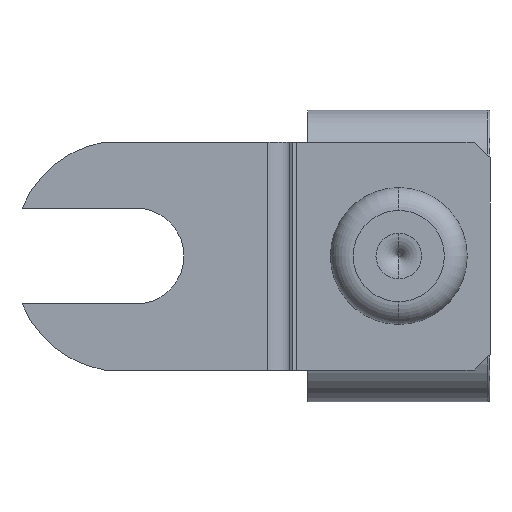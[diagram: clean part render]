
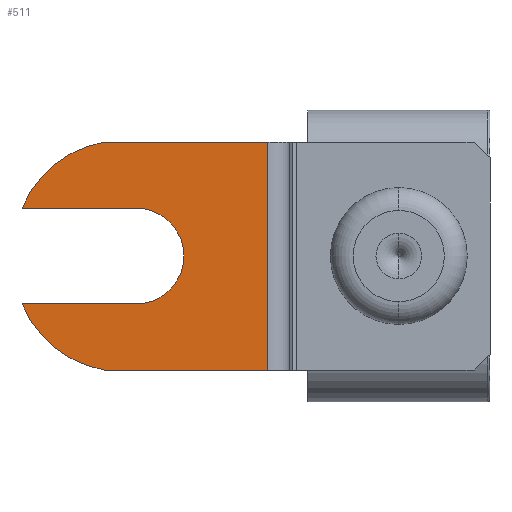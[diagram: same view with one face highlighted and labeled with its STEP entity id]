
A CAD part, front view. The second image highlights one B-rep face of the part: STEP entity #511.
In plain terms, the highlighted planar face has unit normal (0, -1, 0).
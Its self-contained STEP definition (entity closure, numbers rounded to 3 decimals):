
#101 = EDGE_CURVE ( 'NONE', #3692, #4138, #5583, .T. ) ;
#107 = AXIS2_PLACEMENT_3D ( 'NONE', #4244, #274, #5652 ) ;
#113 = PLANE ( 'NONE',  #5198 ) ;
#274 = DIRECTION ( 'NONE',  ( 0., 1., 0. ) ) ;
#390 = LINE ( 'NONE', #4397, #2609 ) ;
#477 = EDGE_CURVE ( 'NONE', #4138, #2291, #4534, .T. ) ;
#511 = ADVANCED_FACE ( 'NONE', ( #4416 ), #113, .T. ) ;
#713 = CARTESIAN_POINT ( 'NONE',  ( 5., 0., -5. ) ) ;
#844 = VECTOR ( 'NONE', #3104, 1000. ) ;
#859 = DIRECTION ( 'NONE',  ( 0., -1., 0. ) ) ;
#864 = VECTOR ( 'NONE', #1031, 1000. ) ;
#1031 = DIRECTION ( 'NONE',  ( 1., 0., 0. ) ) ;
#1287 = EDGE_CURVE ( 'NONE', #4439, #3692, #390, .T. ) ;
#1339 = ORIENTED_EDGE ( 'NONE', *, *, #101, .F. ) ;
#1357 = CARTESIAN_POINT ( 'NONE',  ( 3.61, 0., -10. ) ) ;
#1487 = DIRECTION ( 'NONE',  ( 0., -1., 0. ) ) ;
#1520 = DIRECTION ( 'NONE',  ( 0., 0., -1. ) ) ;
#1578 = ORIENTED_EDGE ( 'NONE', *, *, #4471, .F. ) ;
#1637 = ORIENTED_EDGE ( 'NONE', *, *, #1287, .F. ) ;
#1755 = DIRECTION ( 'NONE',  ( -1., 0., 0. ) ) ;
#1818 = CARTESIAN_POINT ( 'NONE',  ( 0., 0., -2.9 ) ) ;
#1896 = CARTESIAN_POINT ( 'NONE',  ( 4.438, 0., -5.272 ) ) ;
#1941 = ORIENTED_EDGE ( 'NONE', *, *, #477, .F. ) ;
#1959 = CARTESIAN_POINT ( 'NONE',  ( 3.61, 0., 0. ) ) ;
#2019 = AXIS2_PLACEMENT_3D ( 'NONE', #1896, #5416, #4522 ) ;
#2088 = VERTEX_POINT ( 'NONE', #4752 ) ;
#2291 = VERTEX_POINT ( 'NONE', #3332 ) ;
#2317 = CARTESIAN_POINT ( 'NONE',  ( 10.781, 0., -10. ) ) ;
#2382 = LINE ( 'NONE', #4149, #4596 ) ;
#2416 = VERTEX_POINT ( 'NONE', #5642 ) ;
#2609 = VECTOR ( 'NONE', #1755, 1000. ) ;
#2630 = VERTEX_POINT ( 'NONE', #2317 ) ;
#2699 = CARTESIAN_POINT ( 'NONE',  ( 9.627, 0., -10. ) ) ;
#2735 = ORIENTED_EDGE ( 'NONE', *, *, #4922, .F. ) ;
#2820 = ORIENTED_EDGE ( 'NONE', *, *, #3746, .T. ) ;
#2882 = EDGE_CURVE ( 'NONE', #2630, #2291, #2382, .T. ) ;
#3098 = EDGE_LOOP ( 'NONE', ( #2735, #2820, #3996, #1941, #1339, #1637, #5105, #1578 ) ) ;
#3104 = DIRECTION ( 'NONE',  ( 1., 0., 0. ) ) ;
#3160 = CARTESIAN_POINT ( 'NONE',  ( 9.627, 0., 0. ) ) ;
#3332 = CARTESIAN_POINT ( 'NONE',  ( 10.781, 0., 0. ) ) ;
#3461 = CARTESIAN_POINT ( 'NONE',  ( 5., 0., -2.9 ) ) ;
#3492 = LINE ( 'NONE', #4437, #4621 ) ;
#3692 = VERTEX_POINT ( 'NONE', #1818 ) ;
#3714 = DIRECTION ( 'NONE',  ( 0., 0., 1. ) ) ;
#3746 = EDGE_CURVE ( 'NONE', #5320, #2630, #5019, .T. ) ;
#3996 = ORIENTED_EDGE ( 'NONE', *, *, #2882, .T. ) ;
#4138 = VERTEX_POINT ( 'NONE', #1959 ) ;
#4149 = CARTESIAN_POINT ( 'NONE',  ( 10.781, 0., -10. ) ) ;
#4151 = CIRCLE ( 'NONE', #2019, 4.8 ) ;
#4244 = CARTESIAN_POINT ( 'NONE',  ( 4.438, 0., -4.728 ) ) ;
#4397 = CARTESIAN_POINT ( 'NONE',  ( 9.627, 0., -2.9 ) ) ;
#4416 = FACE_OUTER_BOUND ( 'NONE', #3098, .T. ) ;
#4437 = CARTESIAN_POINT ( 'NONE',  ( 9.627, 0., -7.1 ) ) ;
#4439 = VERTEX_POINT ( 'NONE', #3461 ) ;
#4471 = EDGE_CURVE ( 'NONE', #2088, #2416, #3492, .T. ) ;
#4477 = DIRECTION ( 'NONE',  ( 0., 0., -1. ) ) ;
#4522 = DIRECTION ( 'NONE',  ( 0., 0., -1. ) ) ;
#4534 = LINE ( 'NONE', #3160, #844 ) ;
#4596 = VECTOR ( 'NONE', #3714, 1000. ) ;
#4621 = VECTOR ( 'NONE', #5336, 1000. ) ;
#4706 = EDGE_CURVE ( 'NONE', #2416, #4439, #5274, .T. ) ;
#4752 = CARTESIAN_POINT ( 'NONE',  ( 0., 0., -7.1 ) ) ;
#4922 = EDGE_CURVE ( 'NONE', #5320, #2088, #4151, .T. ) ;
#5019 = LINE ( 'NONE', #5366, #864 ) ;
#5105 = ORIENTED_EDGE ( 'NONE', *, *, #4706, .F. ) ;
#5173 = AXIS2_PLACEMENT_3D ( 'NONE', #713, #1487, #1520 ) ;
#5198 = AXIS2_PLACEMENT_3D ( 'NONE', #2699, #859, #4477 ) ;
#5274 = CIRCLE ( 'NONE', #5173, 2.1 ) ;
#5320 = VERTEX_POINT ( 'NONE', #1357 ) ;
#5336 = DIRECTION ( 'NONE',  ( 1., 0., 0. ) ) ;
#5366 = CARTESIAN_POINT ( 'NONE',  ( 0., 0., -10. ) ) ;
#5416 = DIRECTION ( 'NONE',  ( 0., 1., 0. ) ) ;
#5583 = CIRCLE ( 'NONE', #107, 4.8 ) ;
#5642 = CARTESIAN_POINT ( 'NONE',  ( 5., 0., -7.1 ) ) ;
#5652 = DIRECTION ( 'NONE',  ( 0., 0., -1. ) ) ;
